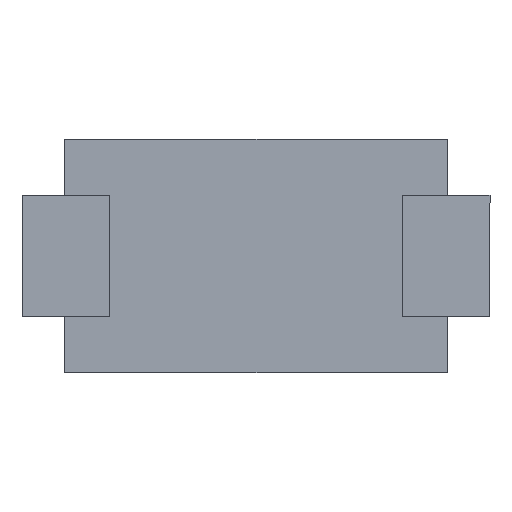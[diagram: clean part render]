
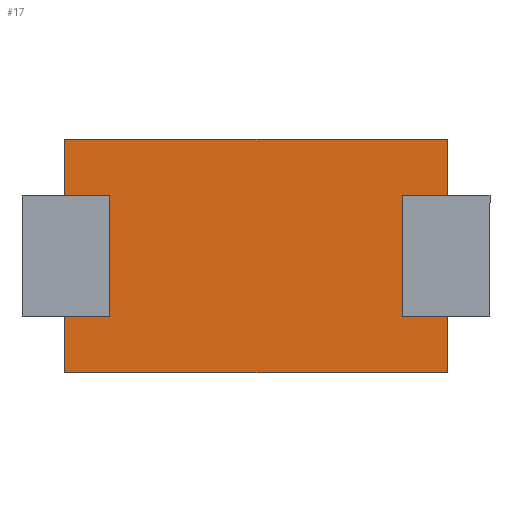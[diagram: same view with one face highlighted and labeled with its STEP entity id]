
A CAD part, front view. The second image highlights one B-rep face of the part: STEP entity #17.
In plain terms, the highlighted planar face has unit normal (0, -1, 0).
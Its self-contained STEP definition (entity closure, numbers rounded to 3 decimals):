
#4 = EDGE_CURVE ( 'NONE', #696, #720, #977, .T. ) ;
#17 = ADVANCED_FACE ( 'NONE', ( #228 ), #742, .T. ) ;
#36 = VERTEX_POINT ( 'NONE', #239 ) ;
#38 = CARTESIAN_POINT ( 'NONE',  ( -2.125, 0., -1.3 ) ) ;
#55 = VERTEX_POINT ( 'NONE', #1080 ) ;
#67 = ORIENTED_EDGE ( 'NONE', *, *, #823, .F. ) ;
#70 = DIRECTION ( 'NONE',  ( 0., 0., -1. ) ) ;
#75 = VECTOR ( 'NONE', #642, 1000. ) ;
#100 = ORIENTED_EDGE ( 'NONE', *, *, #1030, .F. ) ;
#103 = DIRECTION ( 'NONE',  ( 0., 0., 1. ) ) ;
#107 = CARTESIAN_POINT ( 'NONE',  ( -2.125, 0., 1.3 ) ) ;
#109 = VECTOR ( 'NONE', #371, 1000. ) ;
#112 = VECTOR ( 'NONE', #1072, 1000. ) ;
#115 = EDGE_CURVE ( 'NONE', #704, #696, #676, .T. ) ;
#119 = EDGE_CURVE ( 'NONE', #267, #55, #158, .T. ) ;
#124 = LINE ( 'NONE', #808, #112 ) ;
#158 = LINE ( 'NONE', #332, #938 ) ;
#172 = CARTESIAN_POINT ( 'NONE',  ( 0., 0., 0.675 ) ) ;
#224 = DIRECTION ( 'NONE',  ( 0., 0., -1. ) ) ;
#228 = FACE_OUTER_BOUND ( 'NONE', #375, .T. ) ;
#239 = CARTESIAN_POINT ( 'NONE',  ( 2.125, 0., -0.675 ) ) ;
#267 = VERTEX_POINT ( 'NONE', #943 ) ;
#274 = CARTESIAN_POINT ( 'NONE',  ( 0., 0., -0.675 ) ) ;
#278 = ORIENTED_EDGE ( 'NONE', *, *, #115, .T. ) ;
#283 = VERTEX_POINT ( 'NONE', #1039 ) ;
#313 = CARTESIAN_POINT ( 'NONE',  ( -2.125, 0., 1.3 ) ) ;
#332 = CARTESIAN_POINT ( 'NONE',  ( 2.125, 0., 1.3 ) ) ;
#340 = LINE ( 'NONE', #584, #666 ) ;
#355 = LINE ( 'NONE', #1038, #1066 ) ;
#371 = DIRECTION ( 'NONE',  ( -1., 0., 0. ) ) ;
#375 = EDGE_LOOP ( 'NONE', ( #461, #456, #673, #1035, #661, #953, #899, #1059, #1088, #100, #67, #278 ) ) ;
#383 = CARTESIAN_POINT ( 'NONE',  ( -1.625, 0., 0.675 ) ) ;
#388 = CARTESIAN_POINT ( 'NONE',  ( -2.6, 0., -0.675 ) ) ;
#393 = DIRECTION ( 'NONE',  ( 1., 0., 0. ) ) ;
#406 = EDGE_CURVE ( 'NONE', #856, #55, #729, .T. ) ;
#412 = VECTOR ( 'NONE', #103, 1000. ) ;
#442 = VERTEX_POINT ( 'NONE', #1073 ) ;
#447 = VECTOR ( 'NONE', #224, 1000. ) ;
#456 = ORIENTED_EDGE ( 'NONE', *, *, #1078, .T. ) ;
#461 = ORIENTED_EDGE ( 'NONE', *, *, #4, .T. ) ;
#478 = VERTEX_POINT ( 'NONE', #600 ) ;
#482 = LINE ( 'NONE', #313, #557 ) ;
#511 = CARTESIAN_POINT ( 'NONE',  ( -2.125, 0., 1.3 ) ) ;
#557 = VECTOR ( 'NONE', #571, 1000. ) ;
#571 = DIRECTION ( 'NONE',  ( 1., 0., 0. ) ) ;
#576 = VECTOR ( 'NONE', #393, 1000. ) ;
#579 = CARTESIAN_POINT ( 'NONE',  ( -1.625, 0., -0.675 ) ) ;
#584 = CARTESIAN_POINT ( 'NONE',  ( -2.125, 0., 1.3 ) ) ;
#588 = CARTESIAN_POINT ( 'NONE',  ( -2.125, 0., 0.675 ) ) ;
#600 = CARTESIAN_POINT ( 'NONE',  ( -2.125, 0., -0.675 ) ) ;
#614 = DIRECTION ( 'NONE',  ( 0., 0., -1. ) ) ;
#632 = CARTESIAN_POINT ( 'NONE',  ( -2.125, 0., -1.3 ) ) ;
#642 = DIRECTION ( 'NONE',  ( -1., 0., 0. ) ) ;
#661 = ORIENTED_EDGE ( 'NONE', *, *, #951, .F. ) ;
#666 = VECTOR ( 'NONE', #1010, 1000. ) ;
#673 = ORIENTED_EDGE ( 'NONE', *, *, #978, .F. ) ;
#676 = LINE ( 'NONE', #172, #973 ) ;
#684 = VECTOR ( 'NONE', #780, 1000. ) ;
#696 = VERTEX_POINT ( 'NONE', #383 ) ;
#704 = VERTEX_POINT ( 'NONE', #588 ) ;
#720 = VERTEX_POINT ( 'NONE', #579 ) ;
#724 = CARTESIAN_POINT ( 'NONE',  ( 2.6, 0., 0.675 ) ) ;
#729 = LINE ( 'NONE', #724, #576 ) ;
#742 = PLANE ( 'NONE',  #1009 ) ;
#780 = DIRECTION ( 'NONE',  ( -1., 0., 0. ) ) ;
#808 = CARTESIAN_POINT ( 'NONE',  ( 1.625, 0., 0.675 ) ) ;
#814 = CARTESIAN_POINT ( 'NONE',  ( 0., 0., 0. ) ) ;
#818 = CARTESIAN_POINT ( 'NONE',  ( -1.625, 0., 0.675 ) ) ;
#823 = EDGE_CURVE ( 'NONE', #704, #871, #340, .T. ) ;
#856 = VERTEX_POINT ( 'NONE', #1004 ) ;
#871 = VERTEX_POINT ( 'NONE', #511 ) ;
#878 = LINE ( 'NONE', #107, #412 ) ;
#899 = ORIENTED_EDGE ( 'NONE', *, *, #1074, .T. ) ;
#906 = DIRECTION ( 'NONE',  ( 0., -1., 0. ) ) ;
#924 = VERTEX_POINT ( 'NONE', #632 ) ;
#927 = DIRECTION ( 'NONE',  ( 1., 0., 0. ) ) ;
#929 = EDGE_CURVE ( 'NONE', #442, #924, #936, .T. ) ;
#936 = LINE ( 'NONE', #38, #684 ) ;
#938 = VECTOR ( 'NONE', #1024, 1000. ) ;
#943 = CARTESIAN_POINT ( 'NONE',  ( 2.125, 0., 1.3 ) ) ;
#951 = EDGE_CURVE ( 'NONE', #36, #442, #355, .T. ) ;
#953 = ORIENTED_EDGE ( 'NONE', *, *, #958, .T. ) ;
#958 = EDGE_CURVE ( 'NONE', #36, #283, #1027, .T. ) ;
#973 = VECTOR ( 'NONE', #927, 1000. ) ;
#977 = LINE ( 'NONE', #818, #447 ) ;
#978 = EDGE_CURVE ( 'NONE', #924, #478, #878, .T. ) ;
#1004 = CARTESIAN_POINT ( 'NONE',  ( 1.625, 0., 0.675 ) ) ;
#1009 = AXIS2_PLACEMENT_3D ( 'NONE', #814, #906, #70 ) ;
#1010 = DIRECTION ( 'NONE',  ( 0., 0., 1. ) ) ;
#1024 = DIRECTION ( 'NONE',  ( 0., 0., -1. ) ) ;
#1027 = LINE ( 'NONE', #274, #109 ) ;
#1030 = EDGE_CURVE ( 'NONE', #871, #267, #482, .T. ) ;
#1035 = ORIENTED_EDGE ( 'NONE', *, *, #929, .F. ) ;
#1038 = CARTESIAN_POINT ( 'NONE',  ( 2.125, 0., 1.3 ) ) ;
#1039 = CARTESIAN_POINT ( 'NONE',  ( 1.625, 0., -0.675 ) ) ;
#1051 = LINE ( 'NONE', #388, #75 ) ;
#1059 = ORIENTED_EDGE ( 'NONE', *, *, #406, .T. ) ;
#1066 = VECTOR ( 'NONE', #614, 1000. ) ;
#1072 = DIRECTION ( 'NONE',  ( 0., 0., 1. ) ) ;
#1073 = CARTESIAN_POINT ( 'NONE',  ( 2.125, 0., -1.3 ) ) ;
#1074 = EDGE_CURVE ( 'NONE', #283, #856, #124, .T. ) ;
#1078 = EDGE_CURVE ( 'NONE', #720, #478, #1051, .T. ) ;
#1080 = CARTESIAN_POINT ( 'NONE',  ( 2.125, 0., 0.675 ) ) ;
#1088 = ORIENTED_EDGE ( 'NONE', *, *, #119, .F. ) ;
